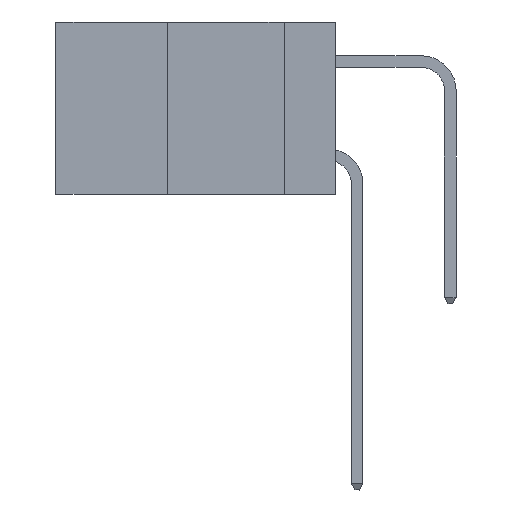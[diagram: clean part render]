
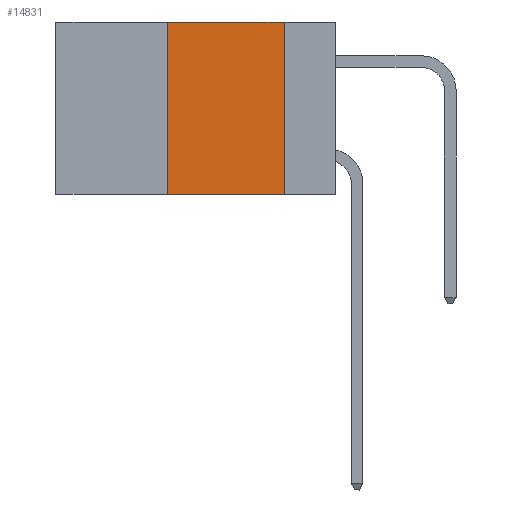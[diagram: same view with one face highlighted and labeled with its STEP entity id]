
A CAD part, left-side view. The second image highlights one B-rep face of the part: STEP entity #14831.
In plain terms, the highlighted planar face has unit normal (-1, 0, 0).
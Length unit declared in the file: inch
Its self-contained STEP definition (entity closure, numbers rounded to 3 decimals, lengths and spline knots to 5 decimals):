
#35 = VERTEX_POINT ( 'NONE', #18613 ) ;
#241 = VERTEX_POINT ( 'NONE', #2560 ) ;
#427 = DIRECTION ( 'NONE',  ( 0., 0., -1. ) ) ;
#689 = CARTESIAN_POINT ( 'NONE',  ( 0., 0.6, -0.37 ) ) ;
#1006 = LINE ( 'NONE', #8735, #10215 ) ;
#1354 = LINE ( 'NONE', #5714, #19222 ) ;
#2560 = CARTESIAN_POINT ( 'NONE',  ( 0., 0.36, -0.37 ) ) ;
#3592 = EDGE_CURVE ( 'NONE', #241, #4111, #18916, .T. ) ;
#4111 = VERTEX_POINT ( 'NONE', #9887 ) ;
#4863 = ORIENTED_EDGE ( 'NONE', *, *, #15244, .F. ) ;
#4967 = ORIENTED_EDGE ( 'NONE', *, *, #3592, .T. ) ;
#5703 = ORIENTED_EDGE ( 'NONE', *, *, #7296, .F. ) ;
#5714 = CARTESIAN_POINT ( 'NONE',  ( 0., 0.6, 0. ) ) ;
#6088 = VERTEX_POINT ( 'NONE', #15108 ) ;
#7296 = EDGE_CURVE ( 'NONE', #35, #6088, #1354, .T. ) ;
#7955 = DIRECTION ( 'NONE',  ( 1., 0., 0. ) ) ;
#8589 = LINE ( 'NONE', #9980, #13662 ) ;
#8638 = DIRECTION ( 'NONE',  ( 0., 0., -1. ) ) ;
#8735 = CARTESIAN_POINT ( 'NONE',  ( 0., 0.11, 0. ) ) ;
#9254 = FACE_OUTER_BOUND ( 'NONE', #16106, .T. ) ;
#9887 = CARTESIAN_POINT ( 'NONE',  ( 0., 0.11, -0.37 ) ) ;
#9980 = CARTESIAN_POINT ( 'NONE',  ( 0., 0.36, 0. ) ) ;
#10215 = VECTOR ( 'NONE', #8638, 39.37008 ) ;
#11386 = DIRECTION ( 'NONE',  ( 0., -1., 0. ) ) ;
#11517 = ORIENTED_EDGE ( 'NONE', *, *, #14115, .F. ) ;
#13662 = VECTOR ( 'NONE', #16018, 39.37008 ) ;
#14115 = EDGE_CURVE ( 'NONE', #241, #35, #8589, .T. ) ;
#14831 = ADVANCED_FACE ( 'NONE', ( #9254 ), #15085, .F. ) ;
#15085 = PLANE ( 'NONE',  #15924 ) ;
#15108 = CARTESIAN_POINT ( 'NONE',  ( 0., 0.11, 0. ) ) ;
#15244 = EDGE_CURVE ( 'NONE', #6088, #4111, #1006, .T. ) ;
#15486 = CARTESIAN_POINT ( 'NONE',  ( 0., 0.6, 0. ) ) ;
#15924 = AXIS2_PLACEMENT_3D ( 'NONE', #15486, #7955, #427 ) ;
#16018 = DIRECTION ( 'NONE',  ( 0., 0., 1. ) ) ;
#16106 = EDGE_LOOP ( 'NONE', ( #4863, #5703, #11517, #4967 ) ) ;
#17269 = VECTOR ( 'NONE', #11386, 39.37008 ) ;
#18083 = DIRECTION ( 'NONE',  ( 0., -1., 0. ) ) ;
#18613 = CARTESIAN_POINT ( 'NONE',  ( 0., 0.36, 0. ) ) ;
#18916 = LINE ( 'NONE', #689, #17269 ) ;
#19222 = VECTOR ( 'NONE', #18083, 39.37008 ) ;
